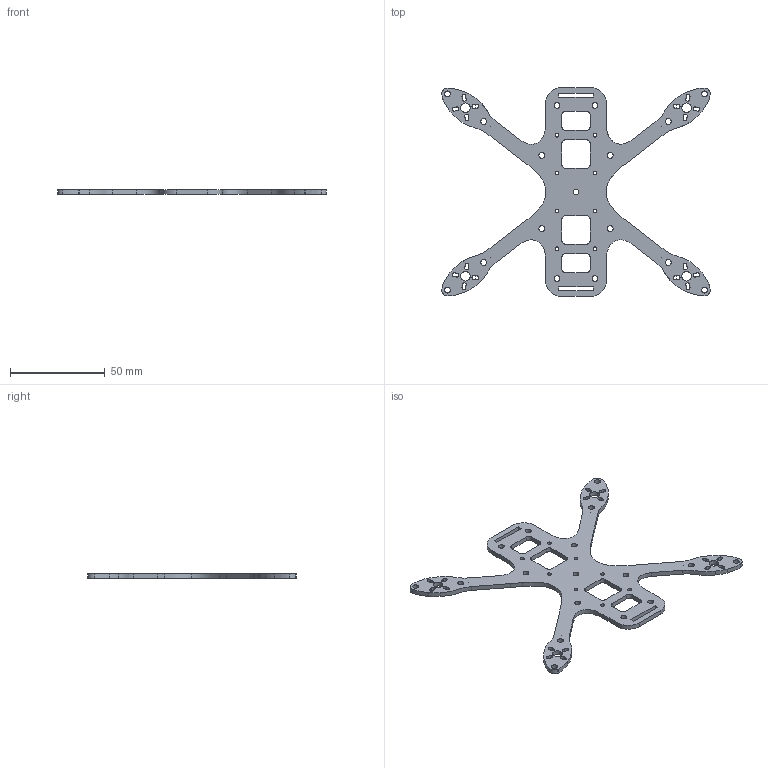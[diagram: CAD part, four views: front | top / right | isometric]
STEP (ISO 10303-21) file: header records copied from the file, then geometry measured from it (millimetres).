
FILE_DESCRIPTION(/* description */ (''),/* implementation_level */ '2;1');
FILE_NAME(/* name */ '零部件222.step',/* time_stamp */ '2021-10-28T23:29:30+08:00',/* author */ (''),/* organization */ (''),/* preprocessor_version */ 'ST-DEVELOPER v18.1',/* originating_system */ 'Autodesk Translation Framework v10.10.0.1391',/* authorisation */ '');
FILE_SCHEMA (('AUTOMOTIVE_DESIGN { 1 0 10303 214 3 1 1 }'));
Length unit declared in the file: millimetre
Products named in the file (1): Fusion 零部件
Bounding box: 141.66 x 110 x 2.5 mm (x, y, z)
Volume: 12971.6 mm3; surface area: 14040 mm2
Topology: 1 solids, 1 shells, 187 faces, 555 edges, 362 vertices
Faces by surface type: cylinder 85, bspline 62, plane 40
Full cylindrical faces by diameter (mm): 2.05 x8, 3.1 x17, 5 x4
Entity records: 7698 total; most frequent: CARTESIAN_POINT 2887, ORIENTED_EDGE 1110, DIRECTION 853, EDGE_CURVE 555, VERTEX_POINT 362, EDGE_LOOP 297, AXIS2_PLACEMENT_3D 296, LINE 261
